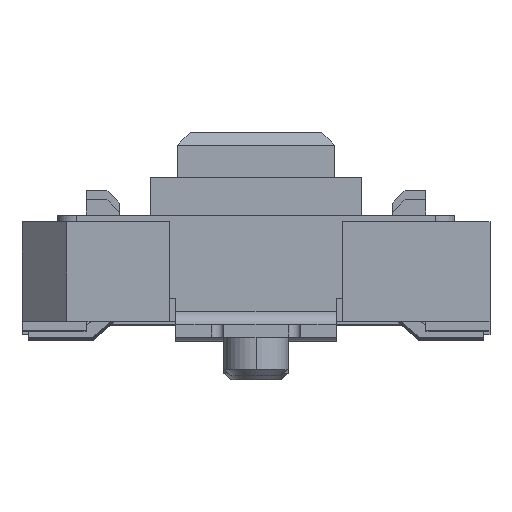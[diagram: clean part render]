
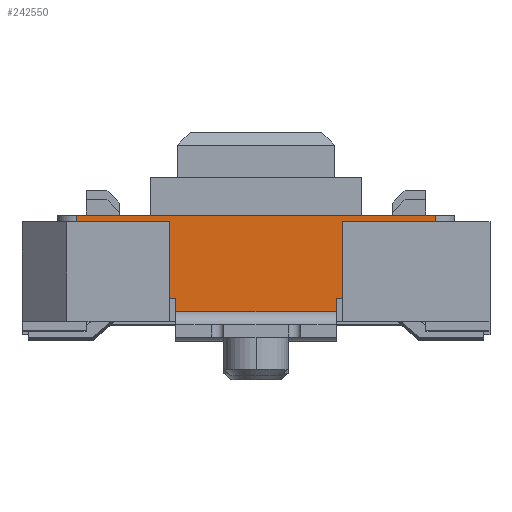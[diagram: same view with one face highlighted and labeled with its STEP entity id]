
A CAD part, top view. The second image highlights one B-rep face of the part: STEP entity #242550.
In plain terms, the highlighted planar face has unit normal (0, 0, 1).
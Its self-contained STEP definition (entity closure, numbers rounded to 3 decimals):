
#238980=CARTESIAN_POINT('',(-5.051,1.018,
30.138));
#238990=VERTEX_POINT('',#238980);
#239810=CARTESIAN_POINT('',(0.549,1.018,
30.138));
#239820=VERTEX_POINT('',#239810);
#239850=CARTESIAN_POINT('',(-2.251,1.018,
30.138));
#239860=DIRECTION('',(1.,0.,-0.));
#239870=VECTOR('',#239860,1.);
#239880=LINE('',#239850,#239870);
#239890=EDGE_CURVE('',#238990,#239820,#239880,.T.);
#240370=CARTESIAN_POINT('',(-5.051,0.518,
30.138));
#240380=VERTEX_POINT('',#240370);
#240410=CARTESIAN_POINT('',(-2.251,0.518,
30.138));
#240420=DIRECTION('',(1.,0.,-0.));
#240430=VECTOR('',#240420,1.);
#240440=LINE('',#240410,#240430);
#240450=CARTESIAN_POINT('',(-4.176,0.518,
30.138));
#240460=VERTEX_POINT('',#240450);
#240470=EDGE_CURVE('',#240380,#240460,#240440,.T.);
#240940=CARTESIAN_POINT('',(-4.176,0.518,
30.138));
#240950=DIRECTION('',(0.,-1.,0.));
#240960=VECTOR('',#240950,1.);
#240970=LINE('',#240940,#240960);
#240980=CARTESIAN_POINT('',(-4.176,-0.282,
30.138));
#240990=VERTEX_POINT('',#240980);
#241000=EDGE_CURVE('',#240460,#240990,#240970,.T.);
#241200=CARTESIAN_POINT('',(-2.251,-0.282,
30.138));
#241210=DIRECTION('',(1.,0.,-0.));
#241220=VECTOR('',#241210,1.);
#241230=LINE('',#241200,#241220);
#241240=CARTESIAN_POINT('',(-3.501,-0.282,
30.138));
#241250=VERTEX_POINT('',#241240);
#241260=EDGE_CURVE('',#240990,#241250,#241230,.T.);
#241530=CARTESIAN_POINT('',(-3.501,0.518,
30.138));
#241540=DIRECTION('',(0.,1.,0.));
#241550=VECTOR('',#241540,1.);
#241560=LINE('',#241530,#241550);
#241570=CARTESIAN_POINT('',(-3.501,-0.482,
30.138));
#241580=VERTEX_POINT('',#241570);
#241590=EDGE_CURVE('',#241580,#241250,#241560,.T.);
#241950=CARTESIAN_POINT('',(-3.501,0.518,
30.138));
#241960=DIRECTION('',(0.,0.,1.));
#241970=DIRECTION('',(-1.,0.,0.));
#241980=AXIS2_PLACEMENT_3D('',#241950,#241960,#241970);
#241990=PLANE('',#241980);
#242000=ORIENTED_EDGE('',*,*,#241590,.F.);
#242010=ORIENTED_EDGE('',*,*,#241260,.T.);
#242020=ORIENTED_EDGE('',*,*,#241000,.T.);
#242030=ORIENTED_EDGE('',*,*,#240470,.T.);
#242040=CARTESIAN_POINT('',(-5.051,0.518,
30.138));
#242050=DIRECTION('',(0.,1.,0.));
#242060=VECTOR('',#242050,1.);
#242070=LINE('',#242040,#242060);
#242080=EDGE_CURVE('',#240380,#238990,#242070,.T.);
#242090=ORIENTED_EDGE('',*,*,#242080,.F.);
#242100=ORIENTED_EDGE('',*,*,#239890,.F.);
#242110=CARTESIAN_POINT('',(0.549,0.518,
30.138));
#242120=DIRECTION('',(0.,1.,0.));
#242130=VECTOR('',#242120,1.);
#242140=LINE('',#242110,#242130);
#242150=CARTESIAN_POINT('',(0.549,0.518,
30.138));
#242160=VERTEX_POINT('',#242150);
#242170=EDGE_CURVE('',#242160,#239820,#242140,.T.);
#242180=ORIENTED_EDGE('',*,*,#242170,.T.);
#242190=CARTESIAN_POINT('',(-2.251,0.518,
30.138));
#242200=DIRECTION('',(1.,0.,-0.));
#242210=VECTOR('',#242200,1.);
#242220=LINE('',#242190,#242210);
#242230=CARTESIAN_POINT('',(-0.326,0.518,
30.138));
#242240=VERTEX_POINT('',#242230);
#242250=EDGE_CURVE('',#242240,#242160,#242220,.T.);
#242260=ORIENTED_EDGE('',*,*,#242250,.T.);
#242270=CARTESIAN_POINT('',(-0.326,0.518,
30.138));
#242280=DIRECTION('',(0.,-1.,0.));
#242290=VECTOR('',#242280,1.);
#242300=LINE('',#242270,#242290);
#242310=CARTESIAN_POINT('',(-0.326,-0.282,
30.138));
#242320=VERTEX_POINT('',#242310);
#242330=EDGE_CURVE('',#242240,#242320,#242300,.T.);
#242340=ORIENTED_EDGE('',*,*,#242330,.F.);
#242350=CARTESIAN_POINT('',(-1.001,-0.282,
30.138));
#242360=VERTEX_POINT('',#242350);
#242370=EDGE_CURVE('',#242360,#242320,#241230,.T.);
#242380=ORIENTED_EDGE('',*,*,#242370,.T.);
#242390=CARTESIAN_POINT('',(-1.001,0.518,
30.138));
#242400=DIRECTION('',(0.,-1.,0.));
#242410=VECTOR('',#242400,1.);
#242420=LINE('',#242390,#242410);
#242430=CARTESIAN_POINT('',(-1.001,-0.482,
30.138));
#242440=VERTEX_POINT('',#242430);
#242450=EDGE_CURVE('',#242360,#242440,#242420,.T.);
#242460=ORIENTED_EDGE('',*,*,#242450,.F.);
#242470=CARTESIAN_POINT('',(-2.251,-0.482,
30.138));
#242480=DIRECTION('',(1.,0.,-0.));
#242490=VECTOR('',#242480,1.);
#242500=LINE('',#242470,#242490);
#242510=EDGE_CURVE('',#241580,#242440,#242500,.T.);
#242520=ORIENTED_EDGE('',*,*,#242510,.T.);
#242530=EDGE_LOOP('',(#242520,#242460,#242380,#242340,#242260,#242180,
#242100,#242090,#242030,#242020,#242010,#242000));
#242540=FACE_OUTER_BOUND('',#242530,.T.);
#242550=ADVANCED_FACE('',(#242540),#241990,.T.);
